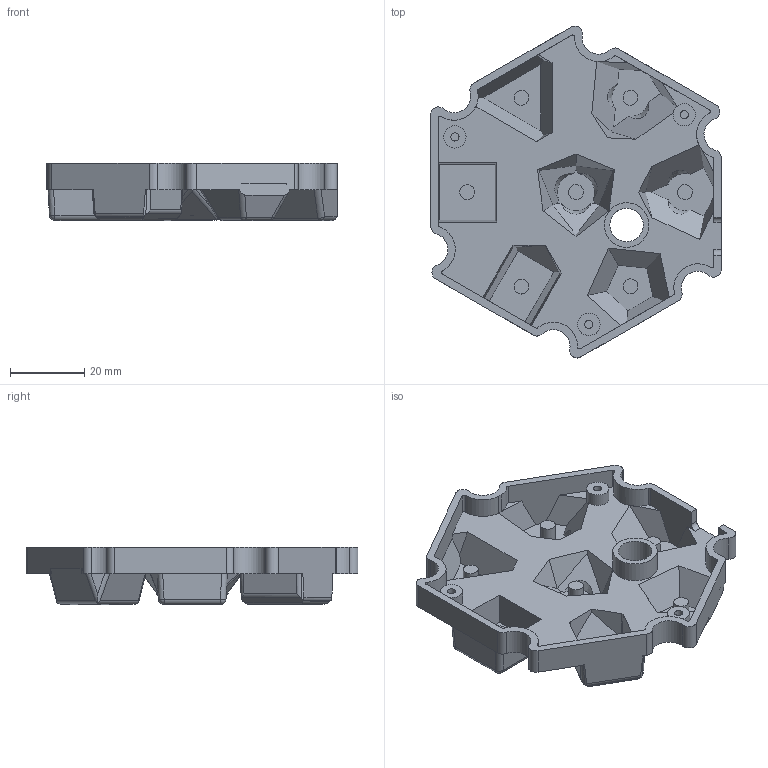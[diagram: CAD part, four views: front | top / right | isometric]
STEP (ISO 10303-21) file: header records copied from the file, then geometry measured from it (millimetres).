
FILE_DESCRIPTION(/* description */ (''),/* implementation_level */ '2;1');
FILE_NAME(/* name */ 'Hex Charger Jig Frame.step',/* time_stamp */ '2025-11-16T21:23:33+08:00',/* author */ (''),/* organization */ (''),/* preprocessor_version */ 'ST-DEVELOPER v20.1',/* originating_system */ 'Autodesk Translation Framework v14.21.0.0',/* authorisation */ '');
FILE_SCHEMA (('AUTOMOTIVE_DESIGN { 1 0 10303 214 3 1 1 }'));
Length unit declared in the file: millimetre
Products named in the file (1): Hex Charger Jig Frame
Bounding box: 78.04 x 89.16 x 15.32 mm (x, y, z)
Volume: 15269.9 mm3; surface area: 19931.7 mm2
Topology: 1 solids, 1 shells, 296 faces, 775 edges, 497 vertices
Faces by surface type: plane 150, cylinder 126, sphere 13, bspline 7
Full cylindrical faces by diameter (mm): 2.2 x3, 4 x7, 6 x3, 9 x1, 12 x1
Entity records: 9625 total; most frequent: CARTESIAN_POINT 2097, DIRECTION 1617, ORIENTED_EDGE 1550, EDGE_CURVE 775, AXIS2_PLACEMENT_3D 567, VERTEX_POINT 497, LINE 483, VECTOR 483
